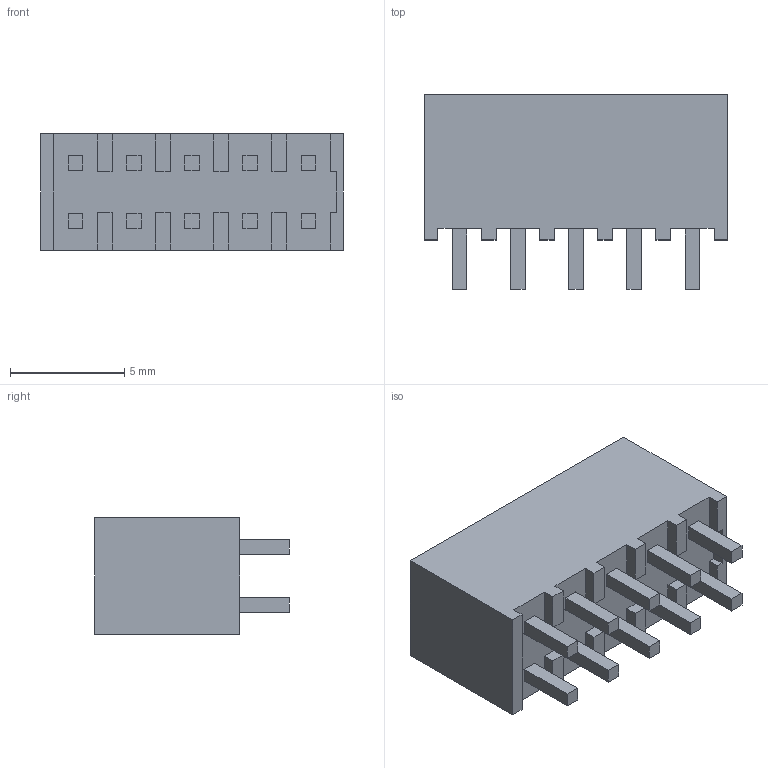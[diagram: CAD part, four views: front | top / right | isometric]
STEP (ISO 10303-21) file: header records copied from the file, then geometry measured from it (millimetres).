
FILE_DESCRIPTION( ( 'STEP AP214' ), '1' );
FILE_NAME( 'IPT1-105-01-L-D.stp', '2018-11-07T14:15:04', ( '' ), ( '' ), ' ', 'PARTsolutions', ' ' );
FILE_SCHEMA( ( 'AUTOMOTIVE_DESIGN { 1 0 10303 214 1 1 1 1 }' ) );
Length unit declared in the file: inch
Products named in the file (3): IPT1-105-01-L-D; _IPT1-105-01-L-D_terminal; _IPT1-105-01-D_pin
Assembly tree (2 placements, depth 2):
  IPT1-105-01-L-D
    _IPT1-105-01-L-D_terminal
    _IPT1-105-01-D_pin
Bounding box: 13.21 x 8.51 x 5.08 mm (x, y, z)
Volume: 283.8 mm3; surface area: 998.6 mm2
Topology: 2 solids, 2 shells, 224 faces, 630 edges, 420 vertices
Faces by surface type: plane 214, cone 10
Entity records: 8980 total; most frequent: CARTESIAN_POINT 1277, ORIENTED_EDGE 1260, DIRECTION 1104, EDGE_CURVE 630, LINE 610, VECTOR 610, VERTEX_POINT 420, EDGE_LOOP 254
